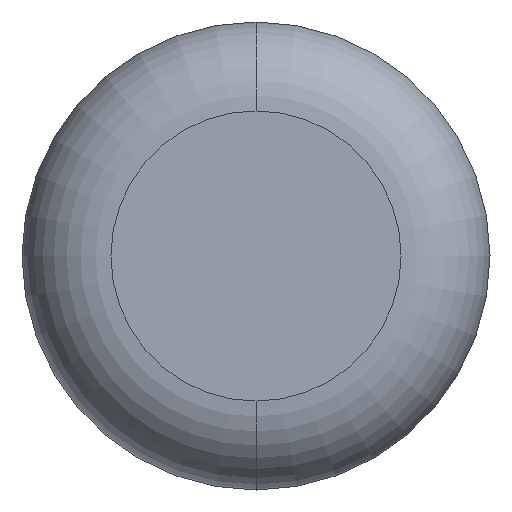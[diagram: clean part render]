
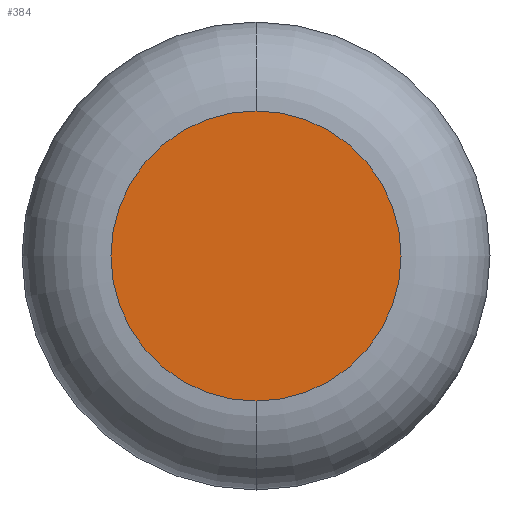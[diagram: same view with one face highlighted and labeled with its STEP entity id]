
A CAD part, front view. The second image highlights one B-rep face of the part: STEP entity #384.
In plain terms, the highlighted planar face has unit normal (0, -1, 0).
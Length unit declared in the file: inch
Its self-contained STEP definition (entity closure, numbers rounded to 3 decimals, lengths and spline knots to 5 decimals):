
#27 = AXIS2_PLACEMENT_3D ( 'NONE', #301, #304, #235 ) ;
#34 = CIRCLE ( 'NONE', #325, 0.31 ) ;
#36 = EDGE_CURVE ( 'NONE', #185, #343, #300, .T. ) ;
#74 = EDGE_CURVE ( 'NONE', #343, #185, #34, .T. ) ;
#81 = FACE_OUTER_BOUND ( 'NONE', #220, .T. ) ;
#90 = ORIENTED_EDGE ( 'NONE', *, *, #74, .T. ) ;
#120 = DIRECTION ( 'NONE',  ( 0., 0., -1. ) ) ;
#149 = CARTESIAN_POINT ( 'NONE',  ( 0., 0., -0.31 ) ) ;
#184 = CARTESIAN_POINT ( 'NONE',  ( 0., 0., 0. ) ) ;
#185 = VERTEX_POINT ( 'NONE', #289 ) ;
#220 = EDGE_LOOP ( 'NONE', ( #90, #323 ) ) ;
#235 = DIRECTION ( 'NONE',  ( 0., 0., -1. ) ) ;
#240 = DIRECTION ( 'NONE',  ( 0., -1., 0. ) ) ;
#264 = AXIS2_PLACEMENT_3D ( 'NONE', #184, #269, #120 ) ;
#269 = DIRECTION ( 'NONE',  ( 0., -1., 0. ) ) ;
#289 = CARTESIAN_POINT ( 'NONE',  ( 0., 0., 0.31 ) ) ;
#300 = CIRCLE ( 'NONE', #264, 0.31 ) ;
#301 = CARTESIAN_POINT ( 'NONE',  ( 0., 0., 0. ) ) ;
#304 = DIRECTION ( 'NONE',  ( 0., -1., 0. ) ) ;
#323 = ORIENTED_EDGE ( 'NONE', *, *, #36, .T. ) ;
#325 = AXIS2_PLACEMENT_3D ( 'NONE', #342, #240, #328 ) ;
#328 = DIRECTION ( 'NONE',  ( 0., 0., -1. ) ) ;
#336 = PLANE ( 'NONE',  #27 ) ;
#342 = CARTESIAN_POINT ( 'NONE',  ( 0., 0., 0. ) ) ;
#343 = VERTEX_POINT ( 'NONE', #149 ) ;
#384 = ADVANCED_FACE ( 'NONE', ( #81 ), #336, .T. ) ;
